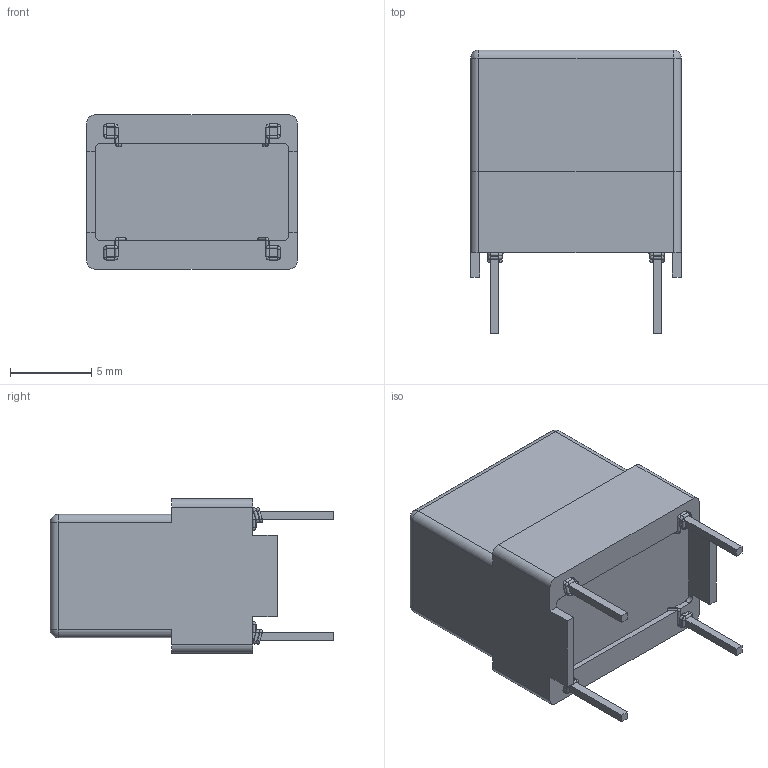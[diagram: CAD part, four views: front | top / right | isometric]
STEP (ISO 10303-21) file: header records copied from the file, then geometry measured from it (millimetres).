
FILE_DESCRIPTION((''),'2;1');
FILE_NAME('PUBLIC_MODEL_FOR_B82720-K','2021-05-06T',('ED9263'),(''),'CREO PARAMETRIC BY PTC INC, 2018220','CREO PARAMETRIC BY PTC INC, 2018220','');
FILE_SCHEMA(('AUTOMOTIVE_DESIGN { 1 0 10303 214 1 1 1 1 }'));
Length unit declared in the file: millimetre
Products named in the file (1): PUBLIC_MODEL_FOR_B82720-K
Bounding box: 13 x 17.5 x 9.5 mm (x, y, z)
Volume: 1342.8 mm3; surface area: 864.1 mm2
Topology: 1 solids, 1 shells, 223 faces, 603 edges, 311 vertices
Faces by surface type: cylinder 96, bspline 77, plane 46, sphere 4
Entity records: 12157 total; most frequent: CARTESIAN_POINT 4700, DIRECTION 1070, ORIENTED_EDGE 1036, EDGE_CURVE 518, AXIS2_PLACEMENT_3D 431, FILL_AREA_STYLE_COLOUR 366, FILL_AREA_STYLE 366, SURFACE_STYLE_FILL_AREA 366
